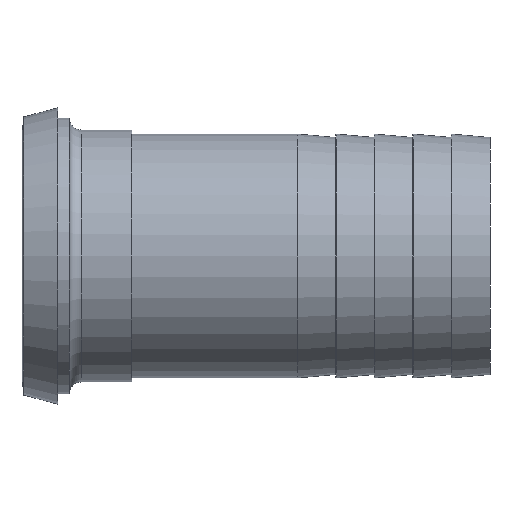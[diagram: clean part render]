
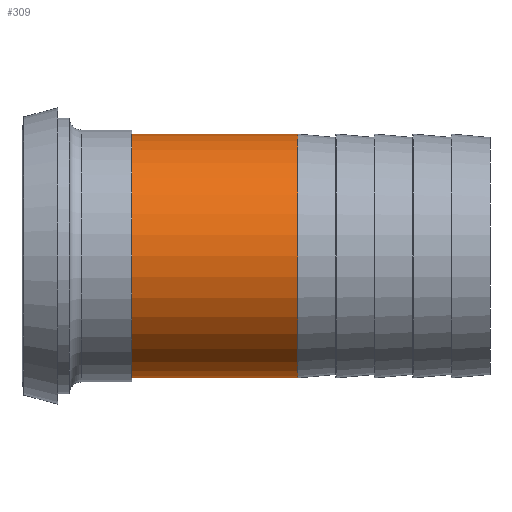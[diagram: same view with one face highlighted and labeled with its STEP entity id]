
A CAD part, front view. The second image highlights one B-rep face of the part: STEP entity #309.
In plain terms, the highlighted cylindrical face has radius 41.15 mm (diameter 82.3 mm), a full revolution.
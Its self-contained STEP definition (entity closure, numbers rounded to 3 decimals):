
#27=CYLINDRICAL_SURFACE('',#357,41.15);
#50=FACE_BOUND('',#120,.T.);
#75=FACE_OUTER_BOUND('',#119,.T.);
#119=EDGE_LOOP('',(#244));
#120=EDGE_LOOP('',(#245));
#132=CIRCLE('',#319,41.15);
#142=CIRCLE('',#338,41.15);
#157=VERTEX_POINT('',#473);
#167=VERTEX_POINT('',#502);
#182=EDGE_CURVE('',#157,#157,#132,.T.);
#192=EDGE_CURVE('',#167,#167,#142,.T.);
#244=ORIENTED_EDGE('',*,*,#182,.T.);
#245=ORIENTED_EDGE('',*,*,#192,.T.);
#309=ADVANCED_FACE('',(#75,#50),#27,.T.);
#319=AXIS2_PLACEMENT_3D('',#474,#373,#374);
#338=AXIS2_PLACEMENT_3D('',#503,#411,#412);
#357=AXIS2_PLACEMENT_3D('',#531,#449,#450);
#373=DIRECTION('center_axis',(1.,0.,0.));
#374=DIRECTION('ref_axis',(0.,0.,-1.));
#411=DIRECTION('center_axis',(-1.,0.,0.));
#412=DIRECTION('ref_axis',(0.,1.,0.));
#449=DIRECTION('center_axis',(1.,0.,0.));
#450=DIRECTION('ref_axis',(0.,1.,0.));
#473=CARTESIAN_POINT('',(-121.,41.15,0.));
#474=CARTESIAN_POINT('Origin',(-121.,0.,0.));
#502=CARTESIAN_POINT('',(-64.859,-41.15,0.));
#503=CARTESIAN_POINT('Origin',(-64.859,0.,0.));
#531=CARTESIAN_POINT('Origin',(-60.5,0.,0.));
